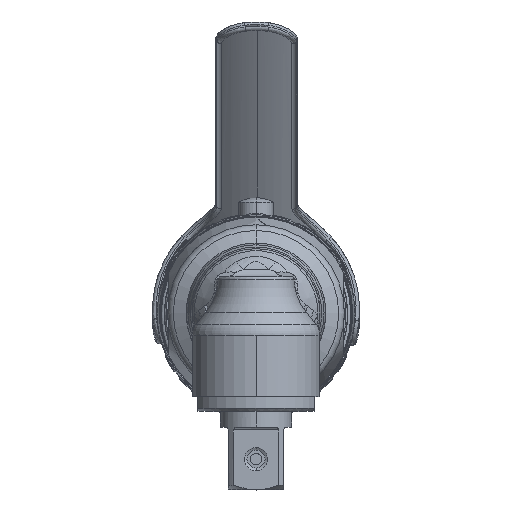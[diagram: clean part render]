
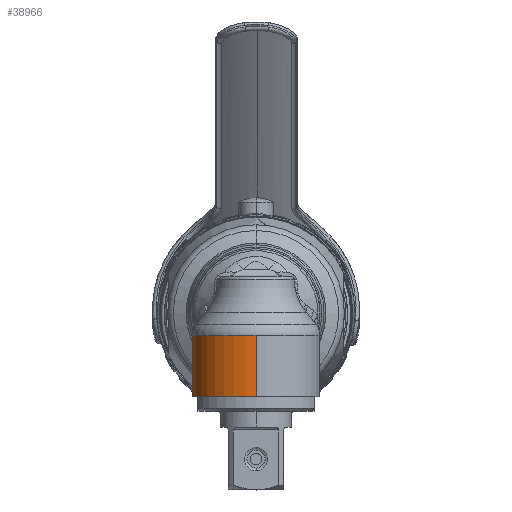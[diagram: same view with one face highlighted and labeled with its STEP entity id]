
A CAD part, top view. The second image highlights one B-rep face of the part: STEP entity #38966.
In plain terms, the highlighted cylindrical face has radius 11 mm (diameter 22 mm), a partial arc.
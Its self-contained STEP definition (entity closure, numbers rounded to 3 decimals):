
#36990=CARTESIAN_POINT('',(-10.326,-4.,156.409));
#37044=CARTESIAN_POINT('',(-10.187,-4.855,
156.05));
#37045=CARTESIAN_POINT('',(-10.201,-4.791,
156.083));
#37046=CARTESIAN_POINT('',(-10.227,-4.66,
156.148));
#37047=CARTESIAN_POINT('',(-10.262,-4.455,
156.239));
#37048=CARTESIAN_POINT('',(-10.295,-4.239,
156.326));
#37049=CARTESIAN_POINT('',(-10.316,-4.082,
156.382));
#37050=CARTESIAN_POINT('',(-10.326,-4.,156.409));
#37057=CARTESIAN_POINT('',(0.,-14.5,160.2));
#37058=DIRECTION('',(0.,-1.,0.));
#37059=DIRECTION('',(0.,0.,1.));
#37060=AXIS2_PLACEMENT_3D('',#37057,#37058,#37059);
#37062=DIRECTION('',(0.,-1.,0.));
#37063=VECTOR('',#37062,2.5);
#37064=CARTESIAN_POINT('',(0.,-12.,149.2));
#37065=LINE('',#37064,#37063);
#37066=CARTESIAN_POINT('',(-8.27,-7.913,
152.947));
#37067=CARTESIAN_POINT('',(-8.289,-7.889,
152.969));
#37068=CARTESIAN_POINT('',(-8.331,-7.839,
153.017));
#37069=CARTESIAN_POINT('',(-8.403,-7.761,
153.101));
#37070=CARTESIAN_POINT('',(-8.487,-7.677,
153.201));
#37071=CARTESIAN_POINT('',(-8.583,-7.586,
153.32));
#37072=CARTESIAN_POINT('',(-8.658,-7.52,
153.414));
#37073=CARTESIAN_POINT('',(-8.697,-7.486,
153.465));
#37075=CARTESIAN_POINT('',(0.,-4.,160.2));
#37076=DIRECTION('',(0.,-1.,0.));
#37077=DIRECTION('',(0.,0.,1.));
#37078=AXIS2_PLACEMENT_3D('',#37075,#37076,#37077);
#37080=DIRECTION('',(0.,-1.,0.));
#37081=VECTOR('',#37080,10.5);
#37082=CARTESIAN_POINT('',(0.,-4.,171.2));
#37083=LINE('',#37082,#37081);
#37260=CARTESIAN_POINT('',(0.,-12.,149.2));
#37323=CARTESIAN_POINT('',(0.,-12.,149.2));
#37324=CARTESIAN_POINT('',(-0.13,-12.,
149.2));
#37325=CARTESIAN_POINT('',(-0.392,-11.995,
149.205));
#37326=CARTESIAN_POINT('',(-0.785,-11.972,
149.226));
#37327=CARTESIAN_POINT('',(-1.18,-11.933,
149.261));
#37328=CARTESIAN_POINT('',(-1.575,-11.879,
149.311));
#37329=CARTESIAN_POINT('',(-1.971,-11.809,
149.375));
#37330=CARTESIAN_POINT('',(-2.367,-11.722,
149.455));
#37331=CARTESIAN_POINT('',(-2.765,-11.618,
149.551));
#37332=CARTESIAN_POINT('',(-3.164,-11.496,
149.662));
#37333=CARTESIAN_POINT('',(-3.564,-11.356,
149.791));
#37334=CARTESIAN_POINT('',(-3.966,-11.196,
149.937));
#37335=CARTESIAN_POINT('',(-4.367,-11.017,
150.101));
#37336=CARTESIAN_POINT('',(-4.77,-10.817,
150.284));
#37337=CARTESIAN_POINT('',(-5.172,-10.595,
150.488));
#37338=CARTESIAN_POINT('',(-5.573,-10.35,
150.713));
#37339=CARTESIAN_POINT('',(-5.973,-10.081,
150.959));
#37340=CARTESIAN_POINT('',(-6.37,-9.788,
151.228));
#37341=CARTESIAN_POINT('',(-6.764,-9.468,
151.521));
#37342=CARTESIAN_POINT('',(-7.153,-9.122,
151.838));
#37343=CARTESIAN_POINT('',(-7.535,-8.749,
152.18));
#37344=CARTESIAN_POINT('',(-7.908,-8.347,
152.548));
#37345=CARTESIAN_POINT('',(-8.151,-8.061,
152.811));
#37346=CARTESIAN_POINT('',(-8.27,-7.913,
152.947));
#37449=CARTESIAN_POINT('',(-8.697,-7.486,
153.465));
#37450=CARTESIAN_POINT('',(-8.743,-7.446,
153.524));
#37451=CARTESIAN_POINT('',(-8.838,-7.359,
153.65));
#37452=CARTESIAN_POINT('',(-8.991,-7.209,
153.861));
#37453=CARTESIAN_POINT('',(-9.153,-7.032,
154.097));
#37454=CARTESIAN_POINT('',(-9.305,-6.844,
154.332));
#37455=CARTESIAN_POINT('',(-9.439,-6.656,
154.55));
#37456=CARTESIAN_POINT('',(-9.522,-6.526,
154.692));
#37457=CARTESIAN_POINT('',(-9.561,-6.46,
154.761));
#37476=CARTESIAN_POINT('',(-9.561,-6.46,
154.761));
#37477=CARTESIAN_POINT('',(-9.611,-6.376,
154.849));
#37478=CARTESIAN_POINT('',(-9.702,-6.215,
155.014));
#37479=CARTESIAN_POINT('',(-9.815,-5.99,
155.231));
#37480=CARTESIAN_POINT('',(-9.905,-5.786,
155.413));
#37481=CARTESIAN_POINT('',(-9.98,-5.591,
155.573));
#37482=CARTESIAN_POINT('',(-10.044,-5.403,
155.714));
#37483=CARTESIAN_POINT('',(-10.099,-5.219,
155.84));
#37484=CARTESIAN_POINT('',(-10.147,-5.036,
155.952));
#37485=CARTESIAN_POINT('',(-10.174,-4.915,
156.018));
#37486=CARTESIAN_POINT('',(-10.187,-4.855,
156.05));
#37941=VERTEX_POINT('',#36990);
#37954=VERTEX_POINT('',#37260);
#37956=VERTEX_POINT('',#37346);
#37958=VERTEX_POINT('',#37073);
#37960=VERTEX_POINT('',#37457);
#37962=VERTEX_POINT('',#37486);
#37999=CARTESIAN_POINT('',(0.,-4.,171.2));
#38000=VERTEX_POINT('',#37999);
#38015=CARTESIAN_POINT('',(0.,-14.5,171.2));
#38016=CARTESIAN_POINT('',(0.,-14.5,149.2));
#38017=VERTEX_POINT('',#38015);
#38018=VERTEX_POINT('',#38016);
#38943=CARTESIAN_POINT('',(0.,-17.11,160.2));
#38944=DIRECTION('',(0.,1.,0.));
#38945=DIRECTION('',(0.,0.,-1.));
#38946=AXIS2_PLACEMENT_3D('',#38943,#38944,#38945);
#38947=CYLINDRICAL_SURFACE('',#38946,11.);
#38949=ORIENTED_EDGE('',*,*,#38948,.T.);
#38951=ORIENTED_EDGE('',*,*,#38950,.F.);
#38953=ORIENTED_EDGE('',*,*,#38952,.T.);
#38955=ORIENTED_EDGE('',*,*,#38954,.T.);
#38957=ORIENTED_EDGE('',*,*,#38956,.T.);
#38959=ORIENTED_EDGE('',*,*,#38958,.T.);
#38960=ORIENTED_EDGE('',*,*,#38929,.T.);
#38961=ORIENTED_EDGE('',*,*,#38769,.F.);
#38963=ORIENTED_EDGE('',*,*,#38962,.T.);
#38964=EDGE_LOOP('',(#38949,#38951,#38953,#38955,#38957,#38959,#38960,#38961,
#38963));
#38965=FACE_OUTER_BOUND('',#38964,.F.);
#38966=ADVANCED_FACE('',(#38965),#38947,.T.);
#37051=B_SPLINE_CURVE_WITH_KNOTS('',3,(#37044,#37045,#37046,#37047,#37048,
#37049,#37050),.UNSPECIFIED.,.F.,.F.,(4,1,1,1,4),(0.,0.25,0.5,0.75,
1.),.UNSPECIFIED.);
#37061=CIRCLE('',#37060,11.);
#37074=B_SPLINE_CURVE_WITH_KNOTS('',3,(#37066,#37067,#37068,#37069,#37070,
#37071,#37072,#37073),.UNSPECIFIED.,.F.,.F.,(4,1,1,1,1,4),(0.,0.2,0.4,
0.6,0.8,1.),.UNSPECIFIED.);
#37079=CIRCLE('',#37078,11.);
#37347=B_SPLINE_CURVE_WITH_KNOTS('',3,(#37323,#37324,#37325,#37326,#37327,
#37328,#37329,#37330,#37331,#37332,#37333,#37334,#37335,#37336,#37337,#37338,
#37339,#37340,#37341,#37342,#37343,#37344,#37345,#37346),.UNSPECIFIED.,.F.,.F.,(
4,1,1,1,1,1,1,1,1,1,1,1,1,1,1,1,1,1,1,1,1,4),(0.,0.048,
0.095,0.143,0.19,0.238,
0.286,0.333,0.381,0.429,
0.476,0.524,0.571,0.619,
0.667,0.714,0.762,0.81,
0.857,0.905,0.952,1.),.UNSPECIFIED.);
#37458=B_SPLINE_CURVE_WITH_KNOTS('',3,(#37449,#37450,#37451,#37452,#37453,
#37454,#37455,#37456,#37457),.UNSPECIFIED.,.F.,.F.,(4,1,1,1,1,1,4),(0.,
0.167,0.333,0.5,0.667,0.833,
1.),.UNSPECIFIED.);
#37487=B_SPLINE_CURVE_WITH_KNOTS('',3,(#37476,#37477,#37478,#37479,#37480,
#37481,#37482,#37483,#37484,#37485,#37486),.UNSPECIFIED.,.F.,.F.,(4,1,1,1,1,1,1,
1,4),(0.,0.125,0.25,0.375,0.5,0.625,0.75,0.875,1.),
.UNSPECIFIED.);
#38769=EDGE_CURVE('',#38000,#37941,#37079,.T.);
#38929=EDGE_CURVE('',#37962,#37941,#37051,.T.);
#38948=EDGE_CURVE('',#38017,#38018,#37061,.T.);
#38950=EDGE_CURVE('',#37954,#38018,#37065,.T.);
#38952=EDGE_CURVE('',#37954,#37956,#37347,.T.);
#38954=EDGE_CURVE('',#37956,#37958,#37074,.T.);
#38956=EDGE_CURVE('',#37958,#37960,#37458,.T.);
#38958=EDGE_CURVE('',#37960,#37962,#37487,.T.);
#38962=EDGE_CURVE('',#38000,#38017,#37083,.T.);
